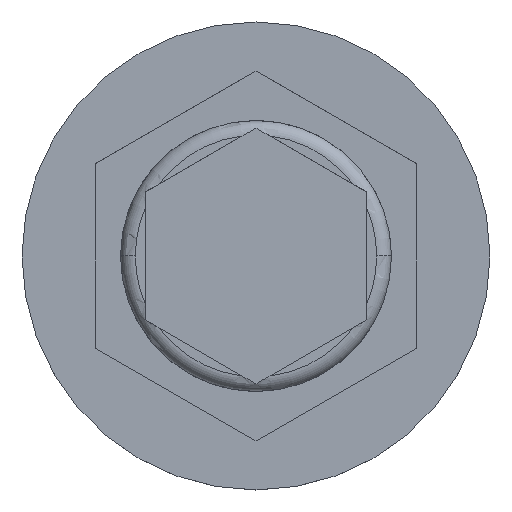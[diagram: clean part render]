
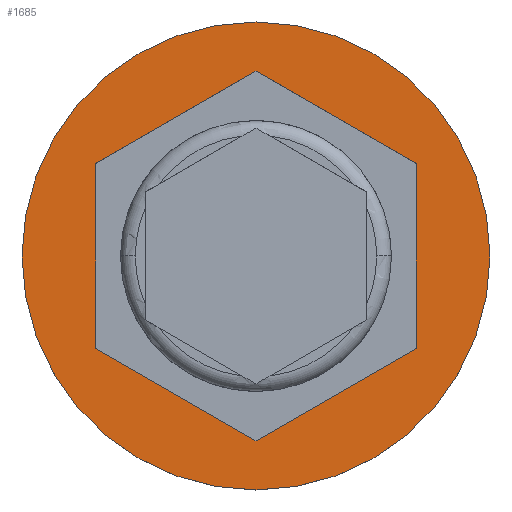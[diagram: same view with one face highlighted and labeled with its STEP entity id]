
A CAD part, top view. The second image highlights one B-rep face of the part: STEP entity #1685.
In plain terms, the highlighted planar face has unit normal (0, 0, 1).
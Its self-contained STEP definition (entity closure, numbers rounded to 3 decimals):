
#54 = ORIENTED_EDGE ( 'NONE', *, *, #961, .F. ) ;
#70 = DIRECTION ( 'NONE',  ( 0.866, -0.5, 0. ) ) ;
#133 = VERTEX_POINT ( 'NONE', #754 ) ;
#137 = CARTESIAN_POINT ( 'NONE',  ( 0., -3.753, 0. ) ) ;
#197 = LINE ( 'NONE', #1509, #403 ) ;
#209 = VECTOR ( 'NONE', #70, 1000. ) ;
#226 = EDGE_CURVE ( 'NONE', #1722, #1265, #1788, .T. ) ;
#256 = CARTESIAN_POINT ( 'NONE',  ( 0., 0., 0. ) ) ;
#323 = VERTEX_POINT ( 'NONE', #2102 ) ;
#328 = VERTEX_POINT ( 'NONE', #1989 ) ;
#337 = EDGE_CURVE ( 'NONE', #323, #364, #1107, .T. ) ;
#364 = VERTEX_POINT ( 'NONE', #1862 ) ;
#381 = DIRECTION ( 'NONE',  ( 0., -1., 0. ) ) ;
#391 = EDGE_CURVE ( 'NONE', #328, #133, #1802, .T. ) ;
#400 = LINE ( 'NONE', #933, #1602 ) ;
#403 = VECTOR ( 'NONE', #2026, 1000. ) ;
#485 = LINE ( 'NONE', #786, #209 ) ;
#506 = CIRCLE ( 'NONE', #1139, 4.75 ) ;
#582 = ORIENTED_EDGE ( 'NONE', *, *, #985, .T. ) ;
#690 = ORIENTED_EDGE ( 'NONE', *, *, #2216, .F. ) ;
#718 = DIRECTION ( 'NONE',  ( 0., 0., 1. ) ) ;
#754 = CARTESIAN_POINT ( 'NONE',  ( 3.25, -1.876, 0. ) ) ;
#786 = CARTESIAN_POINT ( 'NONE',  ( -3.25, -1.876, 0. ) ) ;
#796 = CARTESIAN_POINT ( 'NONE',  ( -3.25, 1.876, 0. ) ) ;
#808 = EDGE_LOOP ( 'NONE', ( #1277, #1791, #1009, #1977, #54, #690 ) ) ;
#895 = AXIS2_PLACEMENT_3D ( 'NONE', #256, #1540, #2135 ) ;
#900 = FACE_OUTER_BOUND ( 'NONE', #1867, .T. ) ;
#933 = CARTESIAN_POINT ( 'NONE',  ( 0., 3.753, 0. ) ) ;
#961 = EDGE_CURVE ( 'NONE', #1130, #1311, #1872, .T. ) ;
#985 = EDGE_CURVE ( 'NONE', #1265, #1722, #506, .T. ) ;
#1009 = ORIENTED_EDGE ( 'NONE', *, *, #391, .F. ) ;
#1107 = LINE ( 'NONE', #2156, #1327 ) ;
#1130 = VERTEX_POINT ( 'NONE', #1192 ) ;
#1139 = AXIS2_PLACEMENT_3D ( 'NONE', #2073, #1517, #1505 ) ;
#1192 = CARTESIAN_POINT ( 'NONE',  ( -3.25, 1.876, 0. ) ) ;
#1265 = VERTEX_POINT ( 'NONE', #2382 ) ;
#1277 = ORIENTED_EDGE ( 'NONE', *, *, #337, .F. ) ;
#1311 = VERTEX_POINT ( 'NONE', #1870 ) ;
#1327 = VECTOR ( 'NONE', #1481, 1000. ) ;
#1463 = DIRECTION ( 'NONE',  ( 1., 0., 0. ) ) ;
#1481 = DIRECTION ( 'NONE',  ( -0.866, 0.5, 0. ) ) ;
#1505 = DIRECTION ( 'NONE',  ( 1., 0., 0. ) ) ;
#1509 = CARTESIAN_POINT ( 'NONE',  ( 3.25, -1.876, 0. ) ) ;
#1517 = DIRECTION ( 'NONE',  ( 0., 0., 1. ) ) ;
#1540 = DIRECTION ( 'NONE',  ( 0., 0., 1. ) ) ;
#1577 = ORIENTED_EDGE ( 'NONE', *, *, #226, .T. ) ;
#1602 = VECTOR ( 'NONE', #2248, 1000. ) ;
#1643 = PLANE ( 'NONE',  #1717 ) ;
#1661 = CARTESIAN_POINT ( 'NONE',  ( -4.75, 0., 0. ) ) ;
#1685 = ADVANCED_FACE ( 'NONE', ( #2166, #900 ), #1643, .T. ) ;
#1717 = AXIS2_PLACEMENT_3D ( 'NONE', #2380, #718, #1463 ) ;
#1722 = VERTEX_POINT ( 'NONE', #1661 ) ;
#1788 = CIRCLE ( 'NONE', #895, 4.75 ) ;
#1791 = ORIENTED_EDGE ( 'NONE', *, *, #2204, .F. ) ;
#1802 = LINE ( 'NONE', #137, #2031 ) ;
#1862 = CARTESIAN_POINT ( 'NONE',  ( 0., 3.753, 0. ) ) ;
#1867 = EDGE_LOOP ( 'NONE', ( #582, #1577 ) ) ;
#1870 = CARTESIAN_POINT ( 'NONE',  ( -3.25, -1.876, 0. ) ) ;
#1872 = LINE ( 'NONE', #796, #2331 ) ;
#1977 = ORIENTED_EDGE ( 'NONE', *, *, #2352, .F. ) ;
#1989 = CARTESIAN_POINT ( 'NONE',  ( 0., -3.753, 0. ) ) ;
#2026 = DIRECTION ( 'NONE',  ( 0., 1., 0. ) ) ;
#2031 = VECTOR ( 'NONE', #2051, 1000. ) ;
#2051 = DIRECTION ( 'NONE',  ( 0.866, 0.5, 0. ) ) ;
#2073 = CARTESIAN_POINT ( 'NONE',  ( 0., 0., 0. ) ) ;
#2102 = CARTESIAN_POINT ( 'NONE',  ( 3.25, 1.876, 0. ) ) ;
#2135 = DIRECTION ( 'NONE',  ( 1., 0., 0. ) ) ;
#2156 = CARTESIAN_POINT ( 'NONE',  ( 3.25, 1.876, 0. ) ) ;
#2166 = FACE_BOUND ( 'NONE', #808, .T. ) ;
#2204 = EDGE_CURVE ( 'NONE', #133, #323, #197, .T. ) ;
#2216 = EDGE_CURVE ( 'NONE', #364, #1130, #400, .T. ) ;
#2248 = DIRECTION ( 'NONE',  ( -0.866, -0.5, 0. ) ) ;
#2331 = VECTOR ( 'NONE', #381, 1000. ) ;
#2352 = EDGE_CURVE ( 'NONE', #1311, #328, #485, .T. ) ;
#2380 = CARTESIAN_POINT ( 'NONE',  ( 0., 0., 0. ) ) ;
#2382 = CARTESIAN_POINT ( 'NONE',  ( 4.75, 0., 0. ) ) ;
